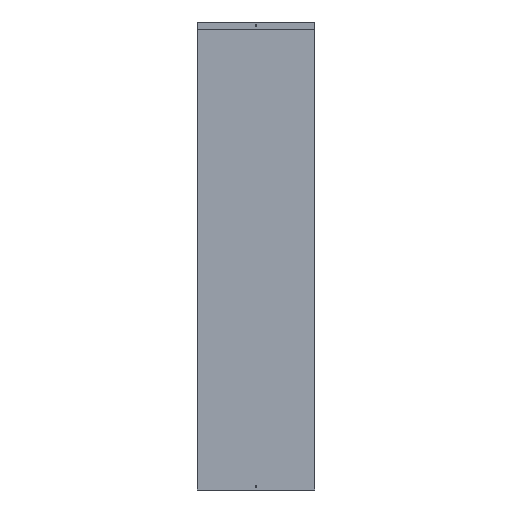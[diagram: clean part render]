
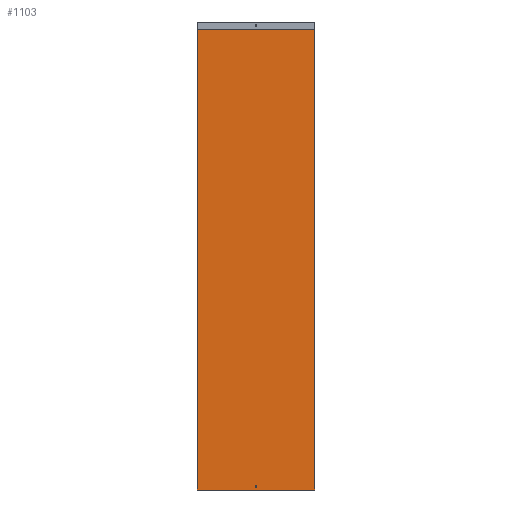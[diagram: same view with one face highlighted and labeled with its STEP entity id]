
A CAD part, front view. The second image highlights one B-rep face of the part: STEP entity #1103.
In plain terms, the highlighted planar face has unit normal (0, -1, 0).
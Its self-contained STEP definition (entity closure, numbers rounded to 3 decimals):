
#77 = EDGE_CURVE ( 'NONE', #1452, #1442, #1672, .T. ) ;
#120 = AXIS2_PLACEMENT_3D ( 'NONE', #788, #797, #798 ) ;
#160 = AXIS2_PLACEMENT_3D ( 'NONE', #605, #606, #607 ) ;
#237 = EDGE_CURVE ( 'NONE', #1405, #1399, #1213, .T. ) ;
#240 = EDGE_CURVE ( 'NONE', #1344, #1344, #1218, .T. ) ;
#241 = EDGE_CURVE ( 'NONE', #1405, #1452, #1221, .T. ) ;
#243 = EDGE_CURVE ( 'NONE', #1399, #1442, #1220, .T. ) ;
#330 = ORIENTED_EDGE ( 'NONE', *, *, #240, .F. ) ;
#331 = ORIENTED_EDGE ( 'NONE', *, *, #77, .F. ) ;
#332 = ORIENTED_EDGE ( 'NONE', *, *, #241, .F. ) ;
#333 = ORIENTED_EDGE ( 'NONE', *, *, #237, .T. ) ;
#334 = ORIENTED_EDGE ( 'NONE', *, *, #243, .T. ) ;
#600 = CARTESIAN_POINT ( 'NONE',  ( -250., 0., 1968. ) ) ;
#602 = CARTESIAN_POINT ( 'NONE',  ( -250., 0., 0. ) ) ;
#605 = CARTESIAN_POINT ( 'NONE',  ( 0., 0., 15. ) ) ;
#606 = DIRECTION ( 'NONE',  ( 0., -1., 0. ) ) ;
#607 = DIRECTION ( 'NONE',  ( 0., 0., 1. ) ) ;
#608 = DIRECTION ( 'NONE',  ( 1., 0., 0. ) ) ;
#609 = DIRECTION ( 'NONE',  ( 1., 0., 0. ) ) ;
#788 = CARTESIAN_POINT ( 'NONE',  ( -250., 0., 1969. ) ) ;
#792 = PLANE ( 'NONE',  #120 ) ;
#797 = DIRECTION ( 'NONE',  ( 0., 1., 0. ) ) ;
#798 = DIRECTION ( 'NONE',  ( 0., 0., 1. ) ) ;
#879 = CARTESIAN_POINT ( 'NONE',  ( -250., 0., 0. ) ) ;
#890 = CARTESIAN_POINT ( 'NONE',  ( -250., 0., 1968. ) ) ;
#927 = CARTESIAN_POINT ( 'NONE',  ( 250., 0., 0. ) ) ;
#937 = CARTESIAN_POINT ( 'NONE',  ( 250., 0., 1968. ) ) ;
#947 = CARTESIAN_POINT ( 'NONE',  ( 0., 0., 18.5 ) ) ;
#977 = DIRECTION ( 'NONE',  ( 0., 0., -1. ) ) ;
#979 = CARTESIAN_POINT ( 'NONE',  ( -250., 0., 1969. ) ) ;
#1103 = ADVANCED_FACE ( 'NONE', ( #1305, #1308 ), #792, .F. ) ;
#1213 = LINE ( 'NONE', #979, #1215 ) ;
#1215 = VECTOR ( 'NONE', #977, 1000. ) ;
#1218 = CIRCLE ( 'NONE', #160, 3.5 ) ;
#1220 = LINE ( 'NONE', #602, #1222 ) ;
#1221 = LINE ( 'NONE', #600, #1223 ) ;
#1222 = VECTOR ( 'NONE', #609, 1000. ) ;
#1223 = VECTOR ( 'NONE', #608, 1000. ) ;
#1305 = FACE_BOUND ( 'NONE', #1471, .T. ) ;
#1308 = FACE_OUTER_BOUND ( 'NONE', #1470, .T. ) ;
#1344 = VERTEX_POINT ( 'NONE', #947 ) ;
#1399 = VERTEX_POINT ( 'NONE', #879 ) ;
#1405 = VERTEX_POINT ( 'NONE', #890 ) ;
#1442 = VERTEX_POINT ( 'NONE', #927 ) ;
#1452 = VERTEX_POINT ( 'NONE', #937 ) ;
#1470 = EDGE_LOOP ( 'NONE', ( #331, #332, #333, #334 ) ) ;
#1471 = EDGE_LOOP ( 'NONE', ( #330 ) ) ;
#1672 = LINE ( 'NONE', #1716, #1674 ) ;
#1674 = VECTOR ( 'NONE', #1714, 1000. ) ;
#1714 = DIRECTION ( 'NONE',  ( 0., 0., -1. ) ) ;
#1716 = CARTESIAN_POINT ( 'NONE',  ( 250., 0., 1969. ) ) ;
